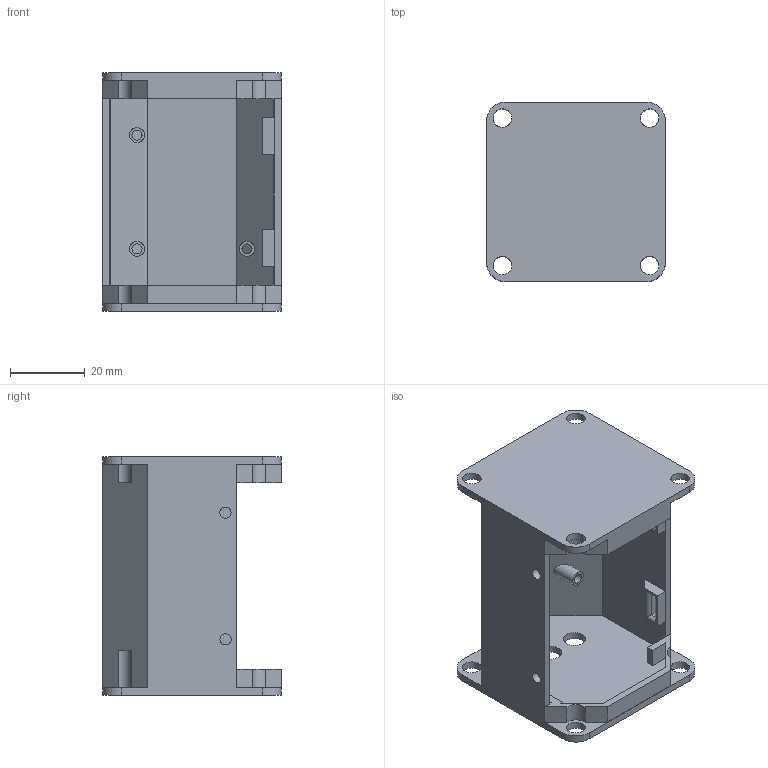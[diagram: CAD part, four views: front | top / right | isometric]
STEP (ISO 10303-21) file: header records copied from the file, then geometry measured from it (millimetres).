
FILE_DESCRIPTION(('FreeCAD Model'),'2;1');
FILE_NAME('Open CASCADE Shape Model','2025-08-15T15:26:20',(''),(''), 'Open CASCADE STEP processor 7.8','FreeCAD','Unknown');
FILE_SCHEMA(('AUTOMOTIVE_DESIGN { 1 0 10303 214 1 1 1 1 }'));
Length unit declared in the file: millimetre
Products named in the file (1): Корпус ESC
Bounding box: 48 x 48 x 64 mm (x, y, z)
Volume: 21343.5 mm3; surface area: 24653.5 mm2
Topology: 1 solids, 1 shells, 137 faces, 391 edges, 258 vertices
Faces by surface type: plane 94, cylinder 43
Full cylindrical faces by diameter (mm): 2.7 x3, 3 x2, 4 x3, 5 x8, 6 x3
Entity records: 4533 total; most frequent: CARTESIAN_POINT 787, ORIENTED_EDGE 782, DIRECTION 753, EDGE_CURVE 391, LINE 305, VECTOR 305, VERTEX_POINT 258, AXIS2_PLACEMENT_3D 224
